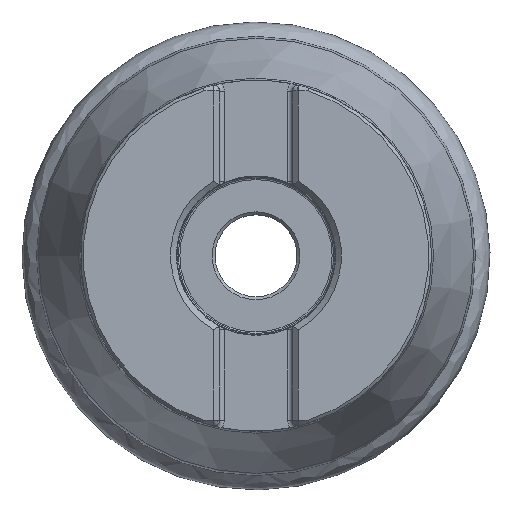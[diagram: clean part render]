
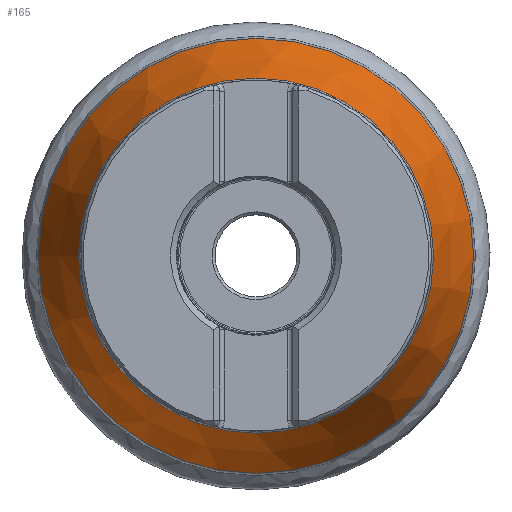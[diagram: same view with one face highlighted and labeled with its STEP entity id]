
A CAD part, top view. The second image highlights one B-rep face of the part: STEP entity #165.
In plain terms, the highlighted conical face has half-angle 21 degrees and reference radius 37.5 mm.
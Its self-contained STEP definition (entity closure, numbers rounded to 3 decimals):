
#75=CONICAL_SURFACE('',#1179,37.5,21.);
#165=ADVANCED_FACE('',(#401,#402),#75,.T.);
#401=FACE_BOUND('',#454,.T.);
#402=FACE_BOUND('',#455,.T.);
#454=EDGE_LOOP('',(#583));
#455=EDGE_LOOP('',(#584));
#583=ORIENTED_EDGE('',*,*,#976,.T.);
#584=ORIENTED_EDGE('',*,*,#977,.T.);
#872=VERTEX_POINT('',#1808);
#873=VERTEX_POINT('',#1810);
#976=EDGE_CURVE('',#872,#872,#1101,.T.);
#977=EDGE_CURVE('',#873,#873,#1102,.T.);
#1101=CIRCLE('',#1177,37.168);
#1102=CIRCLE('',#1178,30.332);
#1177=AXIS2_PLACEMENT_3D('',#1807,#1368,#1369);
#1178=AXIS2_PLACEMENT_3D('',#1809,#1370,#1371);
#1179=AXIS2_PLACEMENT_3D('',#1811,#1372,#1373);
#1368=DIRECTION('',(0.,0.,1.));
#1369=DIRECTION('',(1.,0.,0.));
#1370=DIRECTION('',(0.,0.,-1.));
#1371=DIRECTION('',(-1.,0.,0.));
#1372=DIRECTION('',(0.,0.,-1.));
#1373=DIRECTION('',(-1.,0.,0.));
#1807=CARTESIAN_POINT('',(0.,0.,-33.673));
#1808=CARTESIAN_POINT('',(37.168,0.,-33.673));
#1809=CARTESIAN_POINT('',(0.,0.,-15.865));
#1810=CARTESIAN_POINT('',(-30.332,0.,-15.865));
#1811=CARTESIAN_POINT('',(0.,0.,-34.538));
